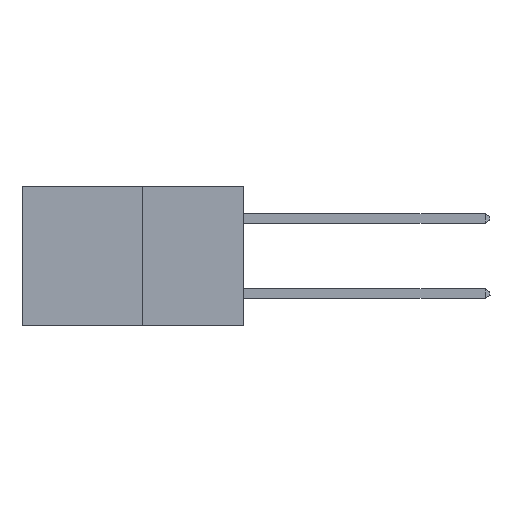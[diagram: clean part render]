
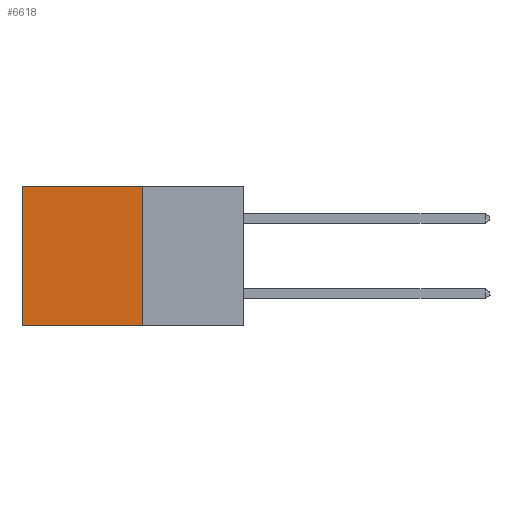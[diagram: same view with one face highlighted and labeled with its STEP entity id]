
A CAD part, left-side view. The second image highlights one B-rep face of the part: STEP entity #6618.
In plain terms, the highlighted planar face has unit normal (-1, 0, 0).
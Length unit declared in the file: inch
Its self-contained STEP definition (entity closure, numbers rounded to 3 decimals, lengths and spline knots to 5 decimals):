
#60 = DIRECTION ( 'NONE',  ( 0., 1., 0. ) ) ;
#193 = LINE ( 'NONE', #2233, #4542 ) ;
#347 = FACE_OUTER_BOUND ( 'NONE', #8976, .T. ) ;
#401 = DIRECTION ( 'NONE',  ( 0., 1., 0. ) ) ;
#1145 = EDGE_CURVE ( 'NONE', #7993, #4509, #9522, .T. ) ;
#2233 = CARTESIAN_POINT ( 'NONE',  ( 0.277, 0.59, -0.37 ) ) ;
#2294 = ORIENTED_EDGE ( 'NONE', *, *, #3392, .F. ) ;
#2706 = ORIENTED_EDGE ( 'NONE', *, *, #1145, .T. ) ;
#3128 = DIRECTION ( 'NONE',  ( 0., 0., -1. ) ) ;
#3245 = ORIENTED_EDGE ( 'NONE', *, *, #9138, .T. ) ;
#3392 = EDGE_CURVE ( 'NONE', #7993, #8913, #9000, .T. ) ;
#4021 = CARTESIAN_POINT ( 'NONE',  ( 0.277, 0.59, 0. ) ) ;
#4479 = AXIS2_PLACEMENT_3D ( 'NONE', #9931, #6310, #5011 ) ;
#4509 = VERTEX_POINT ( 'NONE', #4021 ) ;
#4542 = VECTOR ( 'NONE', #3128, 39.37008 ) ;
#5011 = DIRECTION ( 'NONE',  ( 0., 0., -1. ) ) ;
#5256 = VECTOR ( 'NONE', #401, 39.37008 ) ;
#5564 = VECTOR ( 'NONE', #60, 39.37008 ) ;
#6188 = CARTESIAN_POINT ( 'NONE',  ( 0.277, 0.27, -0.37 ) ) ;
#6310 = DIRECTION ( 'NONE',  ( 1., 0., 0. ) ) ;
#6618 = ADVANCED_FACE ( 'NONE', ( #347 ), #10175, .F. ) ;
#6734 = VECTOR ( 'NONE', #8023, 39.37008 ) ;
#6847 = EDGE_CURVE ( 'NONE', #8913, #9733, #9584, .T. ) ;
#7593 = CARTESIAN_POINT ( 'NONE',  ( 0.277, 0.27, 0. ) ) ;
#7869 = ORIENTED_EDGE ( 'NONE', *, *, #6847, .F. ) ;
#7993 = VERTEX_POINT ( 'NONE', #7593 ) ;
#8023 = DIRECTION ( 'NONE',  ( 0., 0., -1. ) ) ;
#8053 = CARTESIAN_POINT ( 'NONE',  ( 0.277, 0.59, -0.37 ) ) ;
#8055 = CARTESIAN_POINT ( 'NONE',  ( 0.277, 0.27, 0. ) ) ;
#8913 = VERTEX_POINT ( 'NONE', #6188 ) ;
#8976 = EDGE_LOOP ( 'NONE', ( #3245, #7869, #2294, #2706 ) ) ;
#9000 = LINE ( 'NONE', #10564, #6734 ) ;
#9138 = EDGE_CURVE ( 'NONE', #4509, #9733, #193, .T. ) ;
#9522 = LINE ( 'NONE', #8055, #5256 ) ;
#9584 = LINE ( 'NONE', #9793, #5564 ) ;
#9733 = VERTEX_POINT ( 'NONE', #8053 ) ;
#9793 = CARTESIAN_POINT ( 'NONE',  ( 0.277, 0.27, -0.37 ) ) ;
#9931 = CARTESIAN_POINT ( 'NONE',  ( 0.277, 0.27, -0.37 ) ) ;
#10175 = PLANE ( 'NONE',  #4479 ) ;
#10564 = CARTESIAN_POINT ( 'NONE',  ( 0.277, 0.27, -0.37 ) ) ;
